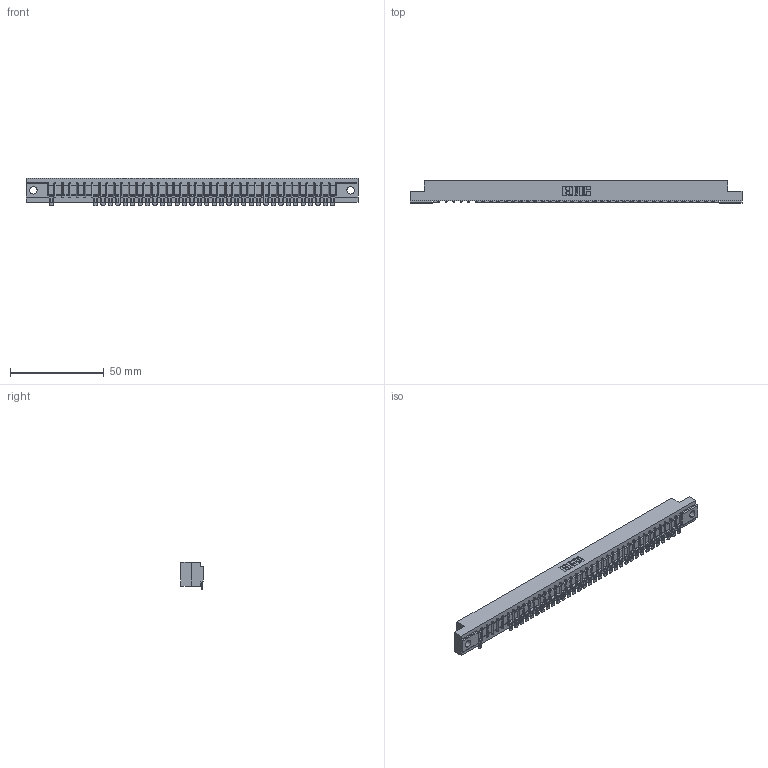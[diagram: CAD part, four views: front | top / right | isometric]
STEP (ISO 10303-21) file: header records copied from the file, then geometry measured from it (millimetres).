
FILE_DESCRIPTION (( 'STEP AP203' ), '1' );
FILE_NAME ('357-039-554-104.STEP', '2018-08-11T04:29:16', ( '' ), ( '' ), 'SwSTEP 2.0', 'SolidWorks 2016', '' );
FILE_SCHEMA (( 'CONFIG_CONTROL_DESIGN' ));
Length unit declared in the file: inch
Products named in the file (3): 307 Part_.156 Dia Mounting Holes; 307-290-002_554; 357-039-554-104
Assembly tree (35 placements, depth 2):
  357-039-554-104
    307 Part_.156 Dia Mounting Holes
    307-290-002_554  x34
Bounding box: 177.55 x 12.01 x 14.52 mm (x, y, z)
Volume: 18738.9 mm3; surface area: 22535.8 mm2
Topology: 35 solids, 35 shells, 3026 faces, 9281 edges, 6078 vertices
Faces by surface type: plane 1708, cylinder 1238, sphere 80
Entity records: 35027 total; most frequent: CARTESIAN_POINT 5935, ORIENTED_EDGE 5928, DIRECTION 5760, EDGE_CURVE 2964, VECTOR 2270, LINE 2270, VERTEX_POINT 1920, AXIS2_PLACEMENT_3D 1745
